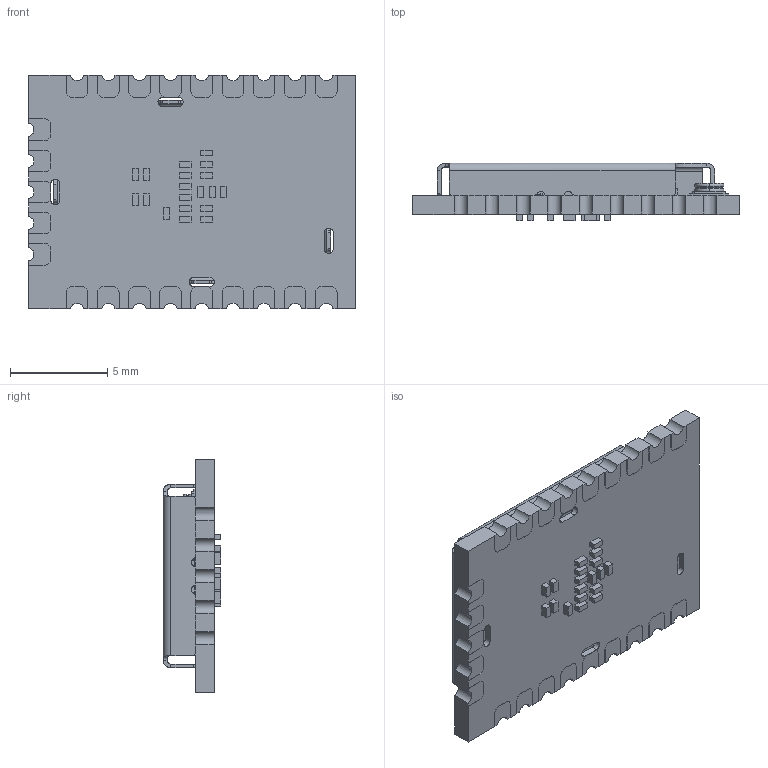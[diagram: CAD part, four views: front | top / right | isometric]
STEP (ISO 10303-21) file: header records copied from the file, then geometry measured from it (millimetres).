
FILE_DESCRIPTION (( 'STEP AP214' ), '1' );
FILE_NAME ('8DEV3200-Blue_Bean_A.STEP', '2019-03-28T07:53:32', ( '' ), ( '' ), 'SwSTEP 2.0', 'SolidWorks 2018', '' );
FILE_SCHEMA (( 'AUTOMOTIVE_DESIGN' ));
Length unit declared in the file: millimetre
Products named in the file (1): 8DEV3200-Blue_Bean_A
Bounding box: 16.8 x 2.97 x 12 mm (x, y, z)
Volume: 250.5 mm3; surface area: 1008.6 mm2
Topology: 83 solids, 83 shells, 1394 faces, 3378 edges, 2081 vertices
Faces by surface type: plane 974, cylinder 324, sphere 82, bspline 6, torus 4, cone 4
Entity records: 41913 total; most frequent: CARTESIAN_POINT 7062, DIRECTION 6672, ORIENTED_EDGE 6588, EDGE_CURVE 3294, LINE 2670, VECTOR 2670, VERTEX_POINT 2079, AXIS2_PLACEMENT_3D 2001
